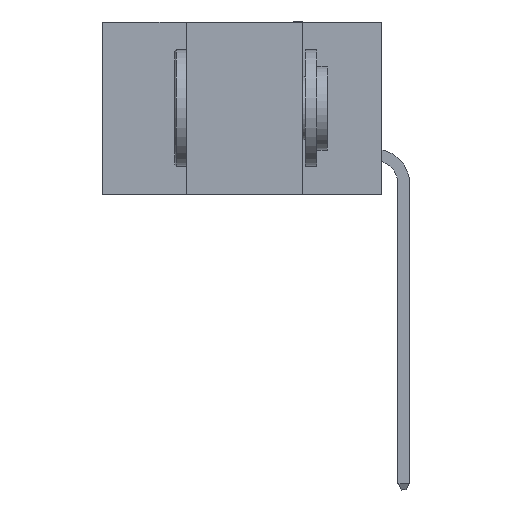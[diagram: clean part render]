
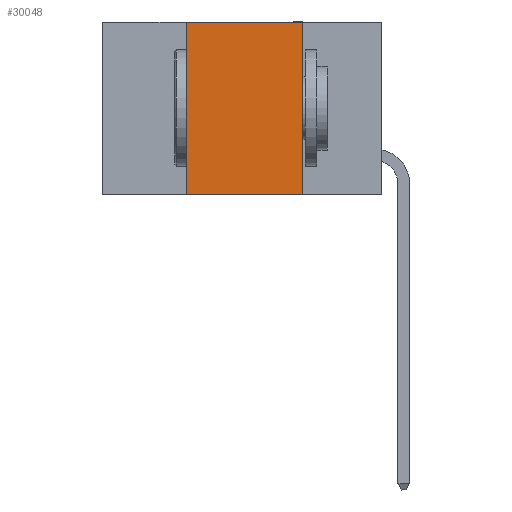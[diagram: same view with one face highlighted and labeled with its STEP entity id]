
A CAD part, left-side view. The second image highlights one B-rep face of the part: STEP entity #30048.
In plain terms, the highlighted planar face has unit normal (-1, 0, 0).
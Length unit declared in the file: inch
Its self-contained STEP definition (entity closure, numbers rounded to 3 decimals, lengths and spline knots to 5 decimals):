
#1910 = ORIENTED_EDGE ( 'NONE', *, *, #16112, .F. ) ;
#2058 = DIRECTION ( 'NONE',  ( 0., 0., -1. ) ) ;
#2350 = CARTESIAN_POINT ( 'NONE',  ( 0., 0.17, 0. ) ) ;
#2752 = ORIENTED_EDGE ( 'NONE', *, *, #28481, .F. ) ;
#6100 = LINE ( 'NONE', #8215, #24829 ) ;
#6176 = VERTEX_POINT ( 'NONE', #17737 ) ;
#8208 = FACE_OUTER_BOUND ( 'NONE', #8998, .T. ) ;
#8215 = CARTESIAN_POINT ( 'NONE',  ( 0., 0.17, 0. ) ) ;
#8406 = VERTEX_POINT ( 'NONE', #25611 ) ;
#8998 = EDGE_LOOP ( 'NONE', ( #20147, #1910, #2752, #22461 ) ) ;
#10718 = VECTOR ( 'NONE', #22749, 39.37008 ) ;
#12667 = EDGE_CURVE ( 'NONE', #16968, #16383, #6100, .T. ) ;
#13451 = AXIS2_PLACEMENT_3D ( 'NONE', #16325, #16978, #2058 ) ;
#14507 = CARTESIAN_POINT ( 'NONE',  ( 0., 0.6, 0. ) ) ;
#15226 = DIRECTION ( 'NONE',  ( 0., 0., 1. ) ) ;
#15469 = CARTESIAN_POINT ( 'NONE',  ( 0., 0.17, -0.37 ) ) ;
#15700 = EDGE_CURVE ( 'NONE', #8406, #16383, #30063, .T. ) ;
#16112 = EDGE_CURVE ( 'NONE', #6176, #16968, #17941, .T. ) ;
#16325 = CARTESIAN_POINT ( 'NONE',  ( 0., 0.6, 0. ) ) ;
#16383 = VERTEX_POINT ( 'NONE', #15469 ) ;
#16968 = VERTEX_POINT ( 'NONE', #2350 ) ;
#16978 = DIRECTION ( 'NONE',  ( 1., 0., 0. ) ) ;
#16993 = DIRECTION ( 'NONE',  ( 0., -1., 0. ) ) ;
#17737 = CARTESIAN_POINT ( 'NONE',  ( 0., 0.42, 0. ) ) ;
#17941 = LINE ( 'NONE', #14507, #23620 ) ;
#20147 = ORIENTED_EDGE ( 'NONE', *, *, #12667, .F. ) ;
#20303 = CARTESIAN_POINT ( 'NONE',  ( 0., 0.6, -0.37 ) ) ;
#22461 = ORIENTED_EDGE ( 'NONE', *, *, #15700, .T. ) ;
#22695 = CARTESIAN_POINT ( 'NONE',  ( 0., 0.42, 0. ) ) ;
#22749 = DIRECTION ( 'NONE',  ( 0., -1., 0. ) ) ;
#23190 = VECTOR ( 'NONE', #15226, 39.37008 ) ;
#23620 = VECTOR ( 'NONE', #16993, 39.37008 ) ;
#23931 = LINE ( 'NONE', #22695, #23190 ) ;
#24829 = VECTOR ( 'NONE', #25224, 39.37008 ) ;
#25224 = DIRECTION ( 'NONE',  ( 0., 0., -1. ) ) ;
#25611 = CARTESIAN_POINT ( 'NONE',  ( 0., 0.42, -0.37 ) ) ;
#26585 = PLANE ( 'NONE',  #13451 ) ;
#28481 = EDGE_CURVE ( 'NONE', #8406, #6176, #23931, .T. ) ;
#30048 = ADVANCED_FACE ( 'NONE', ( #8208 ), #26585, .F. ) ;
#30063 = LINE ( 'NONE', #20303, #10718 ) ;
